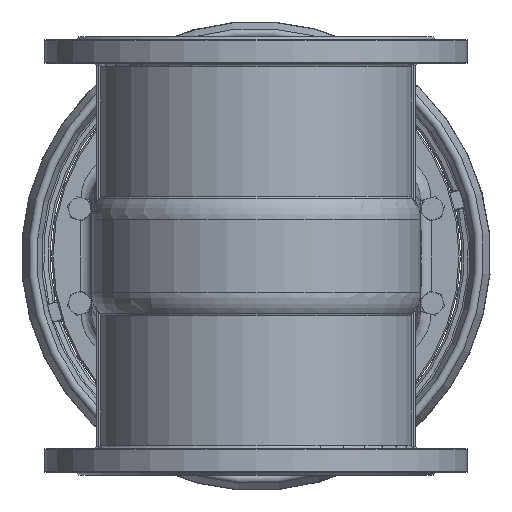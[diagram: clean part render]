
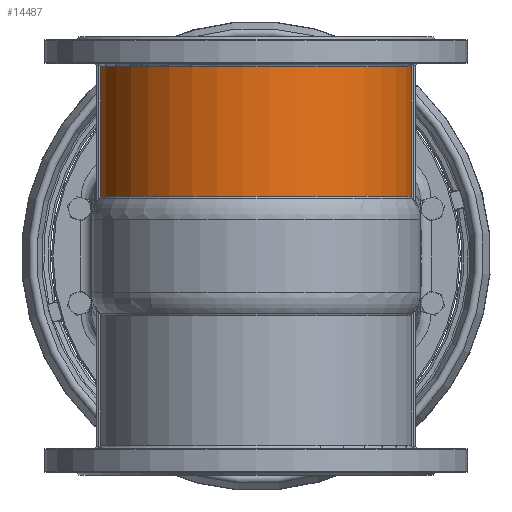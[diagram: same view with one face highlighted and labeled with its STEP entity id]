
A CAD part, front view. The second image highlights one B-rep face of the part: STEP entity #14487.
In plain terms, the highlighted cylindrical face has radius 215 mm (diameter 430 mm), a partial arc.
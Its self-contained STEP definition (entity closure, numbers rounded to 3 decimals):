
#1806=LINE('',#24481,#2582);
#1830=LINE('',#25144,#2606);
#2582=VECTOR('',#18723,10.);
#2606=VECTOR('',#18875,10.);
#3026=CYLINDRICAL_SURFACE('',#15973,215.);
#3563=FACE_OUTER_BOUND('',#4507,.T.);
#4507=EDGE_LOOP('',(#11438,#11439,#11440,#11441));
#5336=CIRCLE('',#15864,215.);
#5353=CIRCLE('',#15889,215.);
#6392=VERTEX_POINT('',#24469);
#6393=VERTEX_POINT('',#24480);
#6432=VERTEX_POINT('',#24774);
#6453=VERTEX_POINT('',#25125);
#8057=EDGE_CURVE('',#6393,#6392,#1806,.T.);
#8114=EDGE_CURVE('',#6392,#6432,#5336,.T.);
#8149=EDGE_CURVE('',#6453,#6393,#5353,.T.);
#8151=EDGE_CURVE('',#6453,#6432,#1830,.T.);
#11438=ORIENTED_EDGE('',*,*,#8114,.T.);
#11439=ORIENTED_EDGE('',*,*,#8151,.F.);
#11440=ORIENTED_EDGE('',*,*,#8149,.T.);
#11441=ORIENTED_EDGE('',*,*,#8057,.T.);
#14487=ADVANCED_FACE('',(#3563),#3026,.T.);
#15864=AXIS2_PLACEMENT_3D('',#24785,#18818,#18819);
#15889=AXIS2_PLACEMENT_3D('',#25126,#18871,#18872);
#15973=AXIS2_PLACEMENT_3D('',#25607,#19064,#19065);
#18723=DIRECTION('',(0.,0.,-1.));
#18818=DIRECTION('center_axis',(0.,0.,1.));
#18819=DIRECTION('ref_axis',(0.,-1.,0.));
#18871=DIRECTION('center_axis',(0.,0.,-1.));
#18872=DIRECTION('ref_axis',(0.,-1.,0.));
#18875=DIRECTION('',(0.,0.,-1.));
#19064=DIRECTION('center_axis',(0.,0.,1.));
#19065=DIRECTION('ref_axis',(1.,0.,0.));
#24469=CARTESIAN_POINT('',(-212.897,-30.,381.623));
#24480=CARTESIAN_POINT('',(-212.897,-30.,559.));
#24481=CARTESIAN_POINT('',(-212.897,-30.,564.));
#24774=CARTESIAN_POINT('',(212.897,-30.,381.623));
#24785=CARTESIAN_POINT('Origin',(0.,0.,381.623));
#25125=CARTESIAN_POINT('',(212.897,-30.,559.));
#25126=CARTESIAN_POINT('Origin',(0.,0.,559.));
#25144=CARTESIAN_POINT('',(212.897,-30.,564.));
#25607=CARTESIAN_POINT('Origin',(0.,0.,564.));
